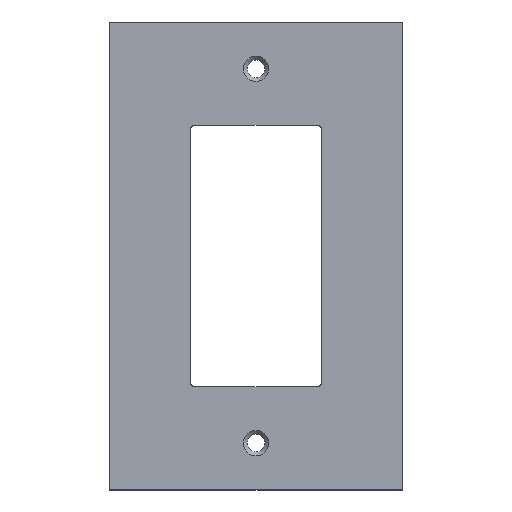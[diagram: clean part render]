
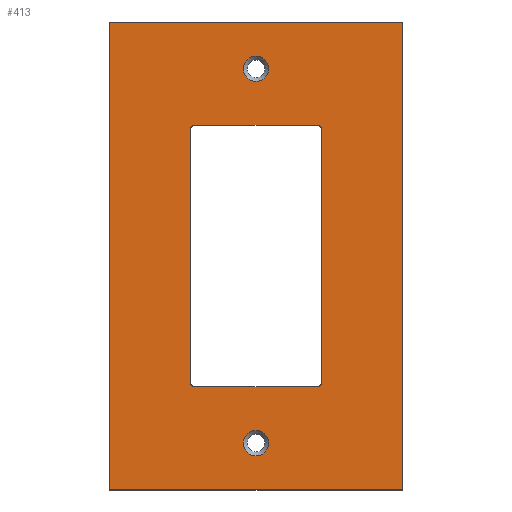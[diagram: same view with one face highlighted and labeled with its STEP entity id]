
A CAD part, top view. The second image highlights one B-rep face of the part: STEP entity #413.
In plain terms, the highlighted planar face has unit normal (0, 0, 1).
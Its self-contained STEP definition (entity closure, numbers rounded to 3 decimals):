
#21=FACE_BOUND('',#68,.T.);
#22=FACE_BOUND('',#69,.T.);
#23=FACE_BOUND('',#70,.T.);
#28=PLANE('',#452);
#44=FACE_OUTER_BOUND('',#67,.T.);
#67=EDGE_LOOP('',(#298,#299,#300,#301));
#68=EDGE_LOOP('',(#302));
#69=EDGE_LOOP('',(#303,#304,#305,#306,#307,#308,#309,#310));
#70=EDGE_LOOP('',(#311));
#97=LINE('',#616,#141);
#98=LINE('',#618,#142);
#99=LINE('',#620,#143);
#100=LINE('',#621,#144);
#101=LINE('',#626,#145);
#102=LINE('',#630,#146);
#103=LINE('',#634,#147);
#104=LINE('',#638,#148);
#141=VECTOR('',#497,10.);
#142=VECTOR('',#498,10.);
#143=VECTOR('',#499,10.);
#144=VECTOR('',#500,10.);
#145=VECTOR('',#503,10.);
#146=VECTOR('',#506,10.);
#147=VECTOR('',#509,10.);
#148=VECTOR('',#512,10.);
#184=CIRCLE('',#450,3.25);
#186=CIRCLE('',#453,3.25);
#187=CIRCLE('',#454,1.);
#188=CIRCLE('',#455,1.);
#189=CIRCLE('',#456,1.);
#190=CIRCLE('',#457,1.);
#198=VERTEX_POINT('',#608);
#200=VERTEX_POINT('',#614);
#201=VERTEX_POINT('',#615);
#202=VERTEX_POINT('',#617);
#203=VERTEX_POINT('',#619);
#204=VERTEX_POINT('',#622);
#205=VERTEX_POINT('',#624);
#206=VERTEX_POINT('',#625);
#207=VERTEX_POINT('',#627);
#208=VERTEX_POINT('',#629);
#209=VERTEX_POINT('',#631);
#210=VERTEX_POINT('',#633);
#211=VERTEX_POINT('',#635);
#212=VERTEX_POINT('',#637);
#236=EDGE_CURVE('',#198,#198,#184,.T.);
#239=EDGE_CURVE('',#200,#201,#97,.T.);
#240=EDGE_CURVE('',#201,#202,#98,.T.);
#241=EDGE_CURVE('',#202,#203,#99,.T.);
#242=EDGE_CURVE('',#203,#200,#100,.T.);
#243=EDGE_CURVE('',#204,#204,#186,.T.);
#244=EDGE_CURVE('',#205,#206,#101,.T.);
#245=EDGE_CURVE('',#207,#206,#187,.T.);
#246=EDGE_CURVE('',#207,#208,#102,.T.);
#247=EDGE_CURVE('',#209,#208,#188,.T.);
#248=EDGE_CURVE('',#209,#210,#103,.T.);
#249=EDGE_CURVE('',#211,#210,#189,.T.);
#250=EDGE_CURVE('',#211,#212,#104,.T.);
#251=EDGE_CURVE('',#205,#212,#190,.T.);
#298=ORIENTED_EDGE('',*,*,#239,.T.);
#299=ORIENTED_EDGE('',*,*,#240,.T.);
#300=ORIENTED_EDGE('',*,*,#241,.T.);
#301=ORIENTED_EDGE('',*,*,#242,.T.);
#302=ORIENTED_EDGE('',*,*,#243,.F.);
#303=ORIENTED_EDGE('',*,*,#244,.T.);
#304=ORIENTED_EDGE('',*,*,#245,.F.);
#305=ORIENTED_EDGE('',*,*,#246,.T.);
#306=ORIENTED_EDGE('',*,*,#247,.F.);
#307=ORIENTED_EDGE('',*,*,#248,.T.);
#308=ORIENTED_EDGE('',*,*,#249,.F.);
#309=ORIENTED_EDGE('',*,*,#250,.T.);
#310=ORIENTED_EDGE('',*,*,#251,.F.);
#311=ORIENTED_EDGE('',*,*,#236,.F.);
#413=ADVANCED_FACE('',(#44,#21,#22,#23),#28,.T.);
#450=AXIS2_PLACEMENT_3D('',#609,#490,#491);
#452=AXIS2_PLACEMENT_3D('',#613,#495,#496);
#453=AXIS2_PLACEMENT_3D('',#623,#501,#502);
#454=AXIS2_PLACEMENT_3D('',#628,#504,#505);
#455=AXIS2_PLACEMENT_3D('',#632,#507,#508);
#456=AXIS2_PLACEMENT_3D('',#636,#510,#511);
#457=AXIS2_PLACEMENT_3D('',#639,#513,#514);
#490=DIRECTION('center_axis',(0.,0.,1.));
#491=DIRECTION('ref_axis',(1.,0.,0.));
#495=DIRECTION('center_axis',(0.,0.,1.));
#496=DIRECTION('ref_axis',(1.,0.,0.));
#497=DIRECTION('',(0.,1.,0.));
#498=DIRECTION('',(-1.,0.,0.));
#499=DIRECTION('',(0.,-1.,0.));
#500=DIRECTION('',(1.,0.,0.));
#501=DIRECTION('center_axis',(0.,0.,1.));
#502=DIRECTION('ref_axis',(1.,0.,0.));
#503=DIRECTION('',(-1.,0.,0.));
#504=DIRECTION('center_axis',(0.,0.,1.));
#505=DIRECTION('ref_axis',(-0.707,-0.707,0.));
#506=DIRECTION('',(0.,1.,0.));
#507=DIRECTION('center_axis',(0.,0.,1.));
#508=DIRECTION('ref_axis',(-0.707,0.707,0.));
#509=DIRECTION('',(1.,0.,0.));
#510=DIRECTION('center_axis',(0.,0.,1.));
#511=DIRECTION('ref_axis',(0.707,0.707,0.));
#512=DIRECTION('',(0.,-1.,0.));
#513=DIRECTION('center_axis',(0.,0.,1.));
#514=DIRECTION('ref_axis',(0.707,-0.707,0.));
#608=CARTESIAN_POINT('',(-3.25,-48.,6.7));
#609=CARTESIAN_POINT('Origin',(0.,-48.,6.7));
#613=CARTESIAN_POINT('Origin',(0.,0.,6.7));
#614=CARTESIAN_POINT('',(37.5,-60.,6.7));
#615=CARTESIAN_POINT('',(37.5,60.,6.7));
#616=CARTESIAN_POINT('',(37.5,-60.,6.7));
#617=CARTESIAN_POINT('',(-37.5,60.,6.7));
#618=CARTESIAN_POINT('',(37.5,60.,6.7));
#619=CARTESIAN_POINT('',(-37.5,-60.,6.7));
#620=CARTESIAN_POINT('',(-37.5,60.,6.7));
#621=CARTESIAN_POINT('',(-37.5,-60.,6.7));
#622=CARTESIAN_POINT('',(-3.25,48.,6.7));
#623=CARTESIAN_POINT('Origin',(0.,48.,6.7));
#624=CARTESIAN_POINT('',(15.75,-33.5,6.7));
#625=CARTESIAN_POINT('',(-15.75,-33.5,6.7));
#626=CARTESIAN_POINT('',(-8.375,-33.5,6.7));
#627=CARTESIAN_POINT('',(-16.75,-32.5,6.7));
#628=CARTESIAN_POINT('Origin',(-15.75,-32.5,6.7));
#629=CARTESIAN_POINT('',(-16.75,32.5,6.7));
#630=CARTESIAN_POINT('',(-16.75,16.75,6.7));
#631=CARTESIAN_POINT('',(-15.75,33.5,6.7));
#632=CARTESIAN_POINT('Origin',(-15.75,32.5,6.7));
#633=CARTESIAN_POINT('',(15.75,33.5,6.7));
#634=CARTESIAN_POINT('',(8.375,33.5,6.7));
#635=CARTESIAN_POINT('',(16.75,32.5,6.7));
#636=CARTESIAN_POINT('Origin',(15.75,32.5,6.7));
#637=CARTESIAN_POINT('',(16.75,-32.5,6.7));
#638=CARTESIAN_POINT('',(16.75,-16.75,6.7));
#639=CARTESIAN_POINT('Origin',(15.75,-32.5,6.7));
